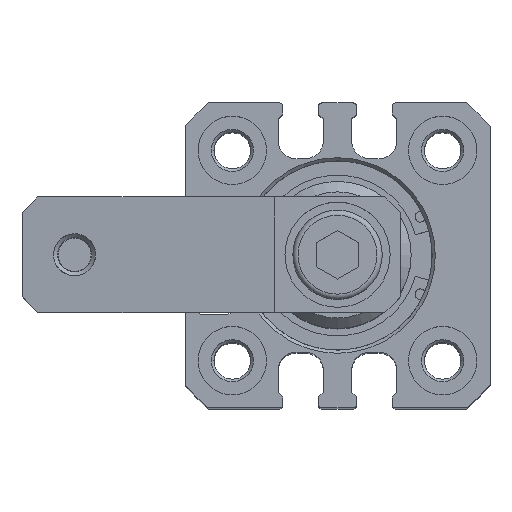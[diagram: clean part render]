
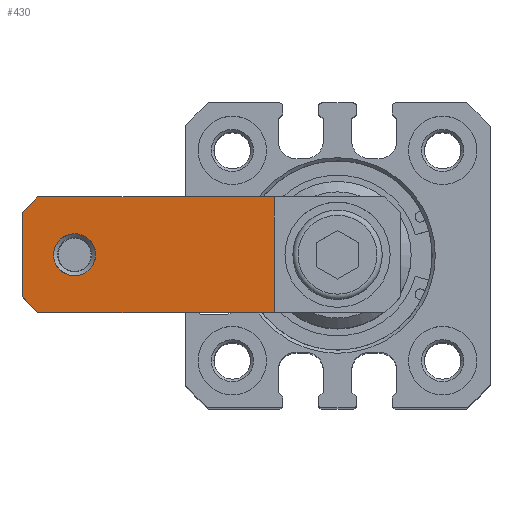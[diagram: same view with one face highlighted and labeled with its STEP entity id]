
A CAD part, top view. The second image highlights one B-rep face of the part: STEP entity #430.
In plain terms, the highlighted face is planar.
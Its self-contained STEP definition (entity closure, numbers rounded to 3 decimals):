
#430 = ADVANCED_FACE( '', ( #928, #929 ), #930, .F. );
#928 = FACE_BOUND( '', #1489, .T. );
#929 = FACE_OUTER_BOUND( '', #1490, .T. );
#930 = PLANE( '', #1491 );
#1489 = EDGE_LOOP( '', ( #2980 ) );
#1490 = EDGE_LOOP( '', ( #2981, #2982, #2983, #2984, #2985, #2986 ) );
#1491 = AXIS2_PLACEMENT_3D( '', #2987, #2988, #2989 );
#2980 = ORIENTED_EDGE( '', *, *, #3748, .F. );
#2981 = ORIENTED_EDGE( '', *, *, #3753, .F. );
#2982 = ORIENTED_EDGE( '', *, *, #3754, .F. );
#2983 = ORIENTED_EDGE( '', *, *, #3755, .T. );
#2984 = ORIENTED_EDGE( '', *, *, #3756, .T. );
#2985 = ORIENTED_EDGE( '', *, *, #3757, .F. );
#2986 = ORIENTED_EDGE( '', *, *, #3758, .F. );
#2987 = CARTESIAN_POINT( '', ( -11., 5.5, 6. ) );
#2988 = DIRECTION( '', ( 0.997, 0., -0.083 ) );
#2989 = DIRECTION( '', ( -0.083, 0., -0.997 ) );
#3748 = EDGE_CURVE( '', #4556, #4556, #4557, .F. );
#3753 = EDGE_CURVE( '', #4566, #4567, #4568, .T. );
#3754 = EDGE_CURVE( '', #4569, #4566, #4570, .T. );
#3755 = EDGE_CURVE( '', #4569, #4571, #4572, .T. );
#3756 = EDGE_CURVE( '', #4571, #4573, #4574, .T. );
#3757 = EDGE_CURVE( '', #4575, #4573, #4576, .T. );
#3758 = EDGE_CURVE( '', #4567, #4575, #4577, .T. );
#4556 = VERTEX_POINT( '', #5802 );
#4557 = ELLIPSE( '', #5803, 2.007, 2. );
#4566 = VERTEX_POINT( '', #5812 );
#4567 = VERTEX_POINT( '', #5813 );
#4568 = LINE( '', #5814, #5815 );
#4569 = VERTEX_POINT( '', #5816 );
#4570 = LINE( '', #5817, #5818 );
#4571 = VERTEX_POINT( '', #5819 );
#4572 = LINE( '', #5820, #5821 );
#4573 = VERTEX_POINT( '', #5822 );
#4574 = LINE( '', #5823, #5824 );
#4575 = VERTEX_POINT( '', #5825 );
#4576 = LINE( '', #5826, #5827 );
#4577 = LINE( '', #5828, #5829 );
#5802 = CARTESIAN_POINT( '', ( -9.583, 0., 23. ) );
#5803 = AXIS2_PLACEMENT_3D( '', #6708, #6709, #6710 );
#5812 = CARTESIAN_POINT( '', ( -9.125, 5.5, 28.5 ) );
#5813 = CARTESIAN_POINT( '', ( -9., 4., 30. ) );
#5814 = CARTESIAN_POINT( '', ( -10.066, 16.789, 17.211 ) );
#5815 = VECTOR( '', #6723, 1000. );
#5816 = CARTESIAN_POINT( '', ( -11., 5.5, 6. ) );
#5817 = CARTESIAN_POINT( '', ( -11., 5.5, 6. ) );
#5818 = VECTOR( '', #6724, 1000. );
#5819 = CARTESIAN_POINT( '', ( -11., -5.5, 6. ) );
#5820 = CARTESIAN_POINT( '', ( -11., 5.5, 6. ) );
#5821 = VECTOR( '', #6725, 1000. );
#5822 = CARTESIAN_POINT( '', ( -9.125, -5.5, 28.5 ) );
#5823 = CARTESIAN_POINT( '', ( -11., -5.5, 6. ) );
#5824 = VECTOR( '', #6726, 1000. );
#5825 = CARTESIAN_POINT( '', ( -9., -4., 30. ) );
#5826 = CARTESIAN_POINT( '', ( -9.609, -11.308, 22.692 ) );
#5827 = VECTOR( '', #6727, 1000. );
#5828 = CARTESIAN_POINT( '', ( -9., 5.5, 30. ) );
#5829 = VECTOR( '', #6728, 1000. );
#6708 = CARTESIAN_POINT( '', ( -9.417, 0., 25. ) );
#6709 = DIRECTION( '', ( 0.997, 0., -0.083 ) );
#6710 = DIRECTION( '', ( -0.083, 0., -0.997 ) );
#6723 = DIRECTION( '', ( 0.059, -0.706, 0.706 ) );
#6724 = DIRECTION( '', ( 0.083, 0., 0.997 ) );
#6725 = DIRECTION( '', ( 0., -1., 0. ) );
#6726 = DIRECTION( '', ( 0.083, 0., 0.997 ) );
#6727 = DIRECTION( '', ( -0.059, -0.706, -0.706 ) );
#6728 = DIRECTION( '', ( 0., -1., 0. ) );
